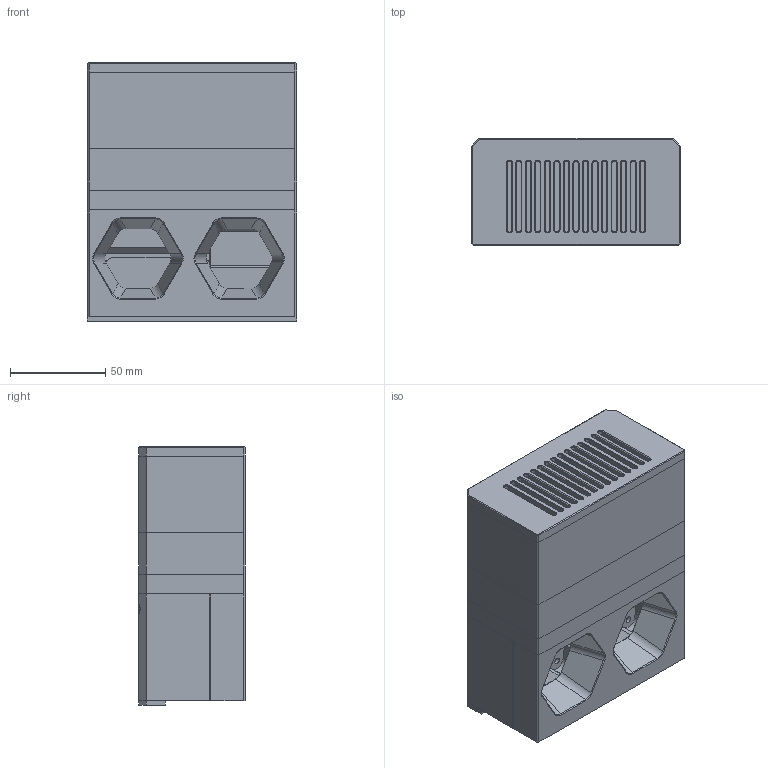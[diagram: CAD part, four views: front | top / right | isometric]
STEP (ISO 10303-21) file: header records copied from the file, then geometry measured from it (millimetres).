
FILE_DESCRIPTION(/* description */ (''),/* implementation_level */ '2;1');
FILE_NAME(/* name */ 'BentoBox v3.step',/* time_stamp */ '2023-09-30T19:28:19-05:00',/* author */ (''),/* organization */ (''),/* preprocessor_version */ 'ST-DEVELOPER v20',/* originating_system */ 'Autodesk Translation Framework v12.14.0.127',/* authorisation */ '');
FILE_SCHEMA (('AUTOMOTIVE_DESIGN { 1 0 10303 214 3 1 1 }'));
Length unit declared in the file: millimetre
Products named in the file (8): BentoBox 2x5015s v1; Fan Bay; Fan Lid; Hepa; Lid; Carbon; Spacer (1); Carbon Catcher
Assembly tree (7 placements, depth 2):
  BentoBox 2x5015s v1
    Fan Bay
    Fan Lid
    Hepa
    Lid
    Carbon
    Spacer (1)
    Carbon Catcher
Bounding box: 110 x 56 x 135.9 mm (x, y, z)
Volume: 443199.2 mm3; surface area: 155784.6 mm2
Topology: 8 solids, 8 shells, 950 faces, 2394 edges, 1484 vertices
Faces by surface type: plane 444, cylinder 272, cone 124, bspline 90, torus 20
Full cylindrical faces by diameter (mm): 3.2 x4, 3.3 x7, 3.4 x1, 4.7 x8, 6 x4, 6.2 x24, 7 x2, 7.3 x4
Entity records: 31192 total; most frequent: CARTESIAN_POINT 8101, ORIENTED_EDGE 4776, DIRECTION 4620, EDGE_CURVE 2388, AXIS2_PLACEMENT_3D 1547, LINE 1526, VECTOR 1526, VERTEX_POINT 1484
